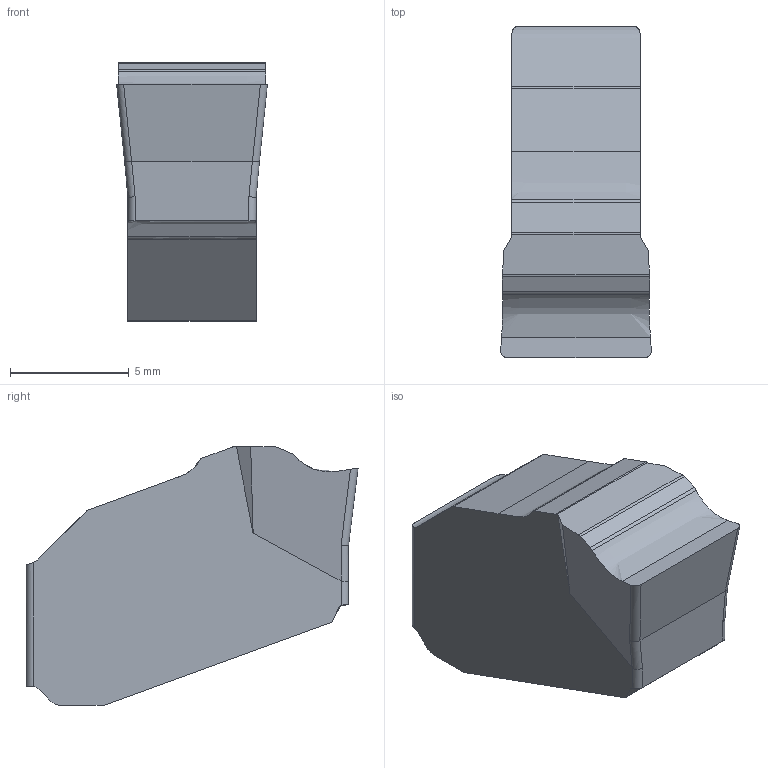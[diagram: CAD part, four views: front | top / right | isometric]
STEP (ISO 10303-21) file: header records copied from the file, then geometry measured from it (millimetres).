
FILE_DESCRIPTION(/* description */ (''),/* implementation_level */ '2;1');
FILE_NAME(/* name */ 'aaa339304_a.stp',/* time_stamp */ '2019-09-27T07:53:59+02:00',/* author */ (''),/* organization */ ('SMS'),/* preprocessor_version */ 'ST-DEVELOPER v16.7',/* originating_system */ 'SIEMENS PLM Software NX 12.0',/* authorisation */ '');
FILE_SCHEMA (('AUTOMOTIVE_DESIGN { 1 0 10303 214 3 1 1 1 }'));
Length unit declared in the file: millimetre
Products named in the file (1): AAA339304_A
Bounding box: 6.35 x 14 x 10.9 mm (x, y, z)
Volume: 586.9 mm3; surface area: 443.9 mm2
Topology: 1 solids, 1 shells, 40 faces, 115 edges, 80 vertices
Faces by surface type: plane 19, cylinder 16, extrusion 5
Entity records: 1679 total; most frequent: CARTESIAN_POINT 570, ORIENTED_EDGE 228, DIRECTION 210, EDGE_CURVE 114, VERTEX_POINT 76, VECTOR 72, AXIS2_PLACEMENT_3D 69, LINE 67
